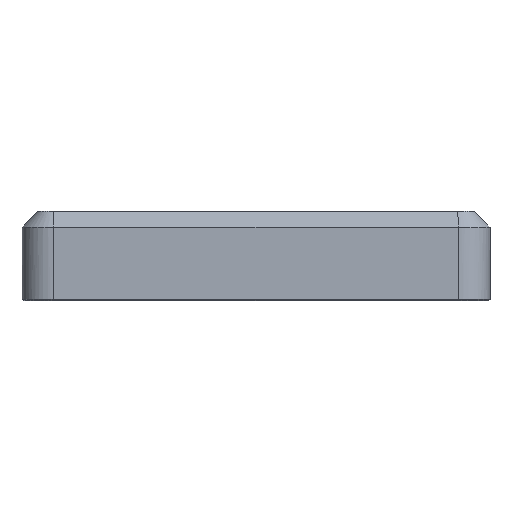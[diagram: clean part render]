
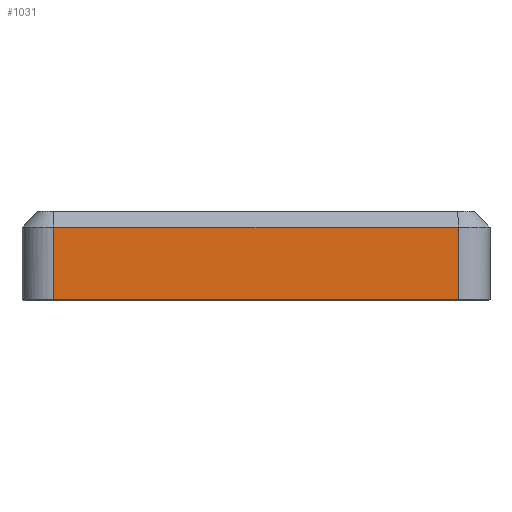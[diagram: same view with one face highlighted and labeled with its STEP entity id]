
A CAD part, front view. The second image highlights one B-rep face of the part: STEP entity #1031.
In plain terms, the highlighted free-form (B-spline) face has degree [1, 1] with [2, 2] control points.
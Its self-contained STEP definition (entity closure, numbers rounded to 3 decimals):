
#939=CARTESIAN_POINT('',(19.25,-19.75,-3.));
#940=VERTEX_POINT('',#939);
#960=CARTESIAN_POINT('',(19.25,-19.75,-9.85));
#961=VERTEX_POINT('',#960);
#962=CARTESIAN_POINT('',(19.25,-19.75,-3.));
#963=CARTESIAN_POINT('',(19.25,-19.75,-9.85));
#964=B_SPLINE_CURVE_WITH_KNOTS('',1,(#962,#963),.POLYLINE_FORM.,.F.,.U.,(2,2),(0.176,0.982),.UNSPECIFIED.);
#965=EDGE_CURVE('',#940,#961,#964,.T.);
#977=CARTESIAN_POINT('',(-20.405,-19.75,-10.255));
#978=CARTESIAN_POINT('',(-20.405,-19.75,-1.245));
#979=CARTESIAN_POINT('',(20.405,-19.75,-10.255));
#980=CARTESIAN_POINT('',(20.405,-19.75,-1.245));
#981=B_SPLINE_SURFACE_WITH_KNOTS('',1,1,((#977,#978),(#979,#980)),.PLANE_SURF.,.F.,.F.,.U.,(2,2),(2,2),(0.,1.),(0.,1.),.UNSPECIFIED.);
#982=CARTESIAN_POINT('',(-19.25,-19.75,-3.));
#983=VERTEX_POINT('',#982);
#984=CARTESIAN_POINT('',(19.25,-19.75,-3.));
#985=CARTESIAN_POINT('',(18.806,-19.75,-3.));
#986=CARTESIAN_POINT('',(17.97,-19.75,-3.));
#987=CARTESIAN_POINT('',(16.601,-19.75,-3.));
#988=CARTESIAN_POINT('',(14.066,-19.75,-3.));
#989=CARTESIAN_POINT('',(10.17,-19.75,-3.));
#990=CARTESIAN_POINT('',(4.195,-19.75,-3.));
#991=CARTESIAN_POINT('',(-2.905,-19.75,-3.));
#992=CARTESIAN_POINT('',(-8.678,-19.75,-3.));
#993=CARTESIAN_POINT('',(-12.526,-19.75,-3.));
#994=CARTESIAN_POINT('',(-15.092,-19.75,-3.));
#995=CARTESIAN_POINT('',(-16.802,-19.75,-3.));
#996=CARTESIAN_POINT('',(-17.942,-19.75,-3.));
#997=CARTESIAN_POINT('',(-18.824,-19.75,-3.));
#998=CARTESIAN_POINT('',(-19.25,-19.75,-3.));
#999=B_SPLINE_CURVE_WITH_KNOTS('',2,(#984,#985,#986,#987,#988,#989,#990,#991,#992,#993,#994,#995,#996,#997,#998),.UNSPECIFIED.,.F.,.U.,(3,1,1,1,1,1,1,1,1,1,1,1,1,3),(0.008,0.03,0.051,0.101,0.181,0.302,0.489,0.668,0.787,0.866,0.919,0.955,0.978,1.),.UNSPECIFIED.);
#1000=EDGE_CURVE('',#940,#983,#999,.T.);
#1001=ORIENTED_EDGE('',*,*,#1000,.T.);
#1002=CARTESIAN_POINT('',(-19.25,-19.75,-9.85));
#1003=VERTEX_POINT('',#1002);
#1004=CARTESIAN_POINT('',(-19.25,-19.75,-3.));
#1005=CARTESIAN_POINT('',(-19.25,-19.75,-9.85));
#1006=B_SPLINE_CURVE_WITH_KNOTS('',1,(#1004,#1005),.POLYLINE_FORM.,.F.,.U.,(2,2),(0.176,0.982),.UNSPECIFIED.);
#1007=EDGE_CURVE('',#983,#1003,#1006,.T.);
#1008=ORIENTED_EDGE('',*,*,#1007,.T.);
#1009=CARTESIAN_POINT('',(-19.25,-19.75,-9.85));
#1010=CARTESIAN_POINT('',(-19.168,-19.75,-9.85));
#1011=CARTESIAN_POINT('',(-18.867,-19.75,-9.85));
#1012=CARTESIAN_POINT('',(-18.209,-19.75,-9.85));
#1013=CARTESIAN_POINT('',(-16.699,-19.75,-9.85));
#1014=CARTESIAN_POINT('',(-14.069,-19.75,-9.85));
#1015=CARTESIAN_POINT('',(-10.172,-19.75,-9.85));
#1016=CARTESIAN_POINT('',(-4.197,-19.75,-9.85));
#1017=CARTESIAN_POINT('',(2.904,-19.75,-9.85));
#1018=CARTESIAN_POINT('',(8.677,-19.75,-9.85));
#1019=CARTESIAN_POINT('',(12.526,-19.75,-9.85));
#1020=CARTESIAN_POINT('',(15.092,-19.75,-9.85));
#1021=CARTESIAN_POINT('',(16.802,-19.75,-9.85));
#1022=CARTESIAN_POINT('',(17.942,-19.75,-9.85));
#1023=CARTESIAN_POINT('',(18.824,-19.75,-9.85));
#1024=CARTESIAN_POINT('',(19.25,-19.75,-9.85));
#1025=B_SPLINE_CURVE_WITH_KNOTS('',2,(#1009,#1010,#1011,#1012,#1013,#1014,#1015,#1016,#1017,#1018,#1019,#1020,#1021,#1022,#1023,#1024),.UNSPECIFIED.,.F.,.U.,(3,1,1,1,1,1,1,1,1,1,1,1,1,1,3),(0.007,0.011,0.023,0.045,0.101,0.181,0.302,0.489,0.668,0.787,0.866,0.919,0.955,0.978,1.),.UNSPECIFIED.);
#1026=EDGE_CURVE('',#1003,#961,#1025,.T.);
#1027=ORIENTED_EDGE('',*,*,#1026,.T.);
#1028=ORIENTED_EDGE('',*,*,#965,.F.);
#1029=EDGE_LOOP('',(#1001,#1008,#1027,#1028));
#1030=FACE_OUTER_BOUND('',#1029,.T.);
#1031=ADVANCED_FACE('',(#1030),#981,.T.);
